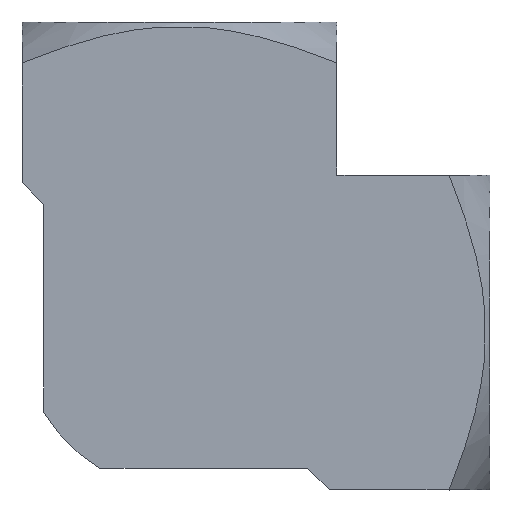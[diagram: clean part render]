
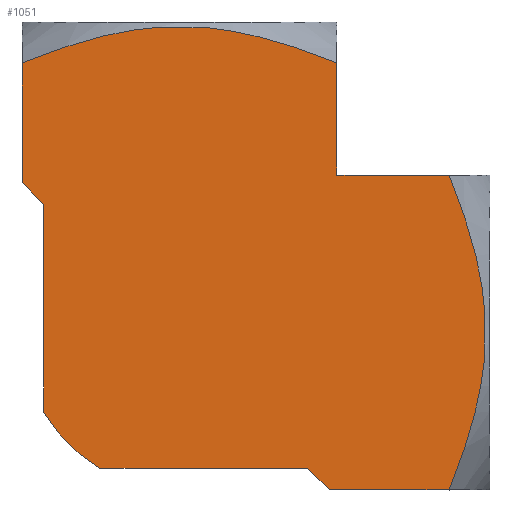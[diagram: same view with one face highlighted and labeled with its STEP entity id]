
A CAD part, front view. The second image highlights one B-rep face of the part: STEP entity #1051.
In plain terms, the highlighted face is planar.
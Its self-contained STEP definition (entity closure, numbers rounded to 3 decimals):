
#22=(
BOUNDED_CURVE()
B_SPLINE_CURVE(2,(#6716,#6717,#6718,#6719),.UNSPECIFIED.,.F.,.F.)
B_SPLINE_CURVE_WITH_KNOTS((3,1,3),(81.232,121.72,206.786),
 .UNSPECIFIED.)
CURVE()
GEOMETRIC_REPRESENTATION_ITEM()
RATIONAL_B_SPLINE_CURVE((5.375,6.037,6.765,
5.375))
REPRESENTATION_ITEM('')
);
#28=(
BOUNDED_CURVE()
B_SPLINE_CURVE(2,(#7447,#7448,#7449,#7450),.UNSPECIFIED.,.F.,.F.)
B_SPLINE_CURVE_WITH_KNOTS((3,1,3),(81.232,121.72,206.786),
 .UNSPECIFIED.)
CURVE()
GEOMETRIC_REPRESENTATION_ITEM()
RATIONAL_B_SPLINE_CURVE((5.375,6.037,6.765,
5.375))
REPRESENTATION_ITEM('')
);
#52=PLANE('',#1119);
#64=CIRCLE('',#1110,10.319);
#137=FACE_OUTER_BOUND('',#196,.T.);
#196=EDGE_LOOP('',(#866,#867,#868,#869,#870,#871,#872,#873,#874,#875,#876));
#242=LINE('',#6729,#301);
#246=LINE('',#6751,#305);
#250=LINE('',#6758,#309);
#253=LINE('',#6764,#312);
#257=LINE('',#6776,#316);
#258=LINE('',#6779,#317);
#263=LINE('',#7445,#322);
#264=LINE('',#7451,#323);
#301=VECTOR('',#1223,1000.);
#305=VECTOR('',#1231,1000.);
#309=VECTOR('',#1237,1.);
#312=VECTOR('',#1242,1.);
#316=VECTOR('',#1254,1.);
#317=VECTOR('',#1257,1.);
#322=VECTOR('',#1274,1000.);
#323=VECTOR('',#1275,1000.);
#476=VERTEX_POINT('',#6714);
#477=VERTEX_POINT('',#6715);
#478=VERTEX_POINT('',#6728);
#483=VERTEX_POINT('',#6749);
#485=VERTEX_POINT('',#6756);
#487=VERTEX_POINT('',#6762);
#489=VERTEX_POINT('',#6767);
#491=VERTEX_POINT('',#6774);
#492=VERTEX_POINT('',#6778);
#499=VERTEX_POINT('',#7444);
#500=VERTEX_POINT('',#7446);
#600=EDGE_CURVE('',#476,#477,#22,.F.);
#603=EDGE_CURVE('',#478,#476,#242,.T.);
#610=EDGE_CURVE('',#483,#477,#246,.T.);
#614=EDGE_CURVE('',#483,#485,#250,.T.);
#617=EDGE_CURVE('',#485,#487,#253,.T.);
#619=EDGE_CURVE('',#487,#489,#64,.T.);
#623=EDGE_CURVE('',#489,#491,#257,.T.);
#624=EDGE_CURVE('',#491,#492,#258,.T.);
#635=EDGE_CURVE('',#492,#499,#263,.T.);
#636=EDGE_CURVE('',#499,#500,#28,.F.);
#637=EDGE_CURVE('',#478,#500,#264,.T.);
#866=ORIENTED_EDGE('',*,*,#600,.T.);
#867=ORIENTED_EDGE('',*,*,#610,.F.);
#868=ORIENTED_EDGE('',*,*,#614,.T.);
#869=ORIENTED_EDGE('',*,*,#617,.T.);
#870=ORIENTED_EDGE('',*,*,#619,.T.);
#871=ORIENTED_EDGE('',*,*,#623,.T.);
#872=ORIENTED_EDGE('',*,*,#624,.T.);
#873=ORIENTED_EDGE('',*,*,#635,.T.);
#874=ORIENTED_EDGE('',*,*,#636,.T.);
#875=ORIENTED_EDGE('',*,*,#637,.F.);
#876=ORIENTED_EDGE('',*,*,#603,.T.);
#1051=ADVANCED_FACE('',(#137),#52,.T.);
#1110=AXIS2_PLACEMENT_3D('',#6769,#1246,#1247);
#1119=AXIS2_PLACEMENT_3D('',#7443,#1272,#1273);
#1223=DIRECTION('',(0.,1.,0.));
#1231=DIRECTION('',(0.,1.,0.));
#1237=DIRECTION('',(0.707,-0.707,0.));
#1242=DIRECTION('',(0.,-1.,0.));
#1246=DIRECTION('center_axis',(0.,0.,1.));
#1247=DIRECTION('ref_axis',(1.,0.,0.));
#1254=DIRECTION('',(1.,0.,0.));
#1257=DIRECTION('',(0.707,-0.707,0.));
#1272=DIRECTION('center_axis',(0.,0.,
1.));
#1273=DIRECTION('ref_axis',(0.,-1.,0.));
#1274=DIRECTION('',(1.,0.,0.));
#1275=DIRECTION('',(1.,0.,0.));
#6714=CARTESIAN_POINT('',(4.435,17.67,16.703));
#6715=CARTESIAN_POINT('',(-16.203,17.67,16.703));
#6716=CARTESIAN_POINT('Ctrl Pts',(-16.203,17.67,16.703));
#6717=CARTESIAN_POINT('Ctrl Pts',(-12.109,19.301,16.703));
#6718=CARTESIAN_POINT('Ctrl Pts',(-3.241,20.728,16.703));
#6719=CARTESIAN_POINT('Ctrl Pts',(4.435,17.67,16.703));
#6728=CARTESIAN_POINT('',(4.435,10.319,16.703));
#6729=CARTESIAN_POINT('',(4.435,0.,16.703));
#6749=CARTESIAN_POINT('',(-16.203,9.811,16.703));
#6751=CARTESIAN_POINT('',(-16.203,0.,16.703));
#6756=CARTESIAN_POINT('',(-14.789,8.396,16.703));
#6758=CARTESIAN_POINT('',(-13.043,6.651,16.703));
#6762=CARTESIAN_POINT('',(-14.789,-5.214,16.703));
#6764=CARTESIAN_POINT('',(-14.789,0.065,16.703));
#6767=CARTESIAN_POINT('',(-11.098,-8.905,16.703));
#6769=CARTESIAN_POINT('Origin',(-5.884,0.,16.703));
#6774=CARTESIAN_POINT('',(2.512,-8.905,16.703));
#6776=CARTESIAN_POINT('',(-10.979,-8.905,16.703));
#6778=CARTESIAN_POINT('',(3.927,-10.319,16.703));
#6779=CARTESIAN_POINT('',(-4.393,-2.,16.703));
#7443=CARTESIAN_POINT('Origin',(-5.884,10.319,16.703));
#7444=CARTESIAN_POINT('',(11.786,-10.319,16.703));
#7445=CARTESIAN_POINT('',(-5.884,-10.319,16.703));
#7446=CARTESIAN_POINT('',(11.786,10.319,16.703));
#7447=CARTESIAN_POINT('Ctrl Pts',(11.786,10.319,16.703));
#7448=CARTESIAN_POINT('Ctrl Pts',(13.417,6.225,16.703));
#7449=CARTESIAN_POINT('Ctrl Pts',(14.844,-2.643,16.703));
#7450=CARTESIAN_POINT('Ctrl Pts',(11.786,-10.319,16.703));
#7451=CARTESIAN_POINT('',(-5.884,10.319,16.703));
